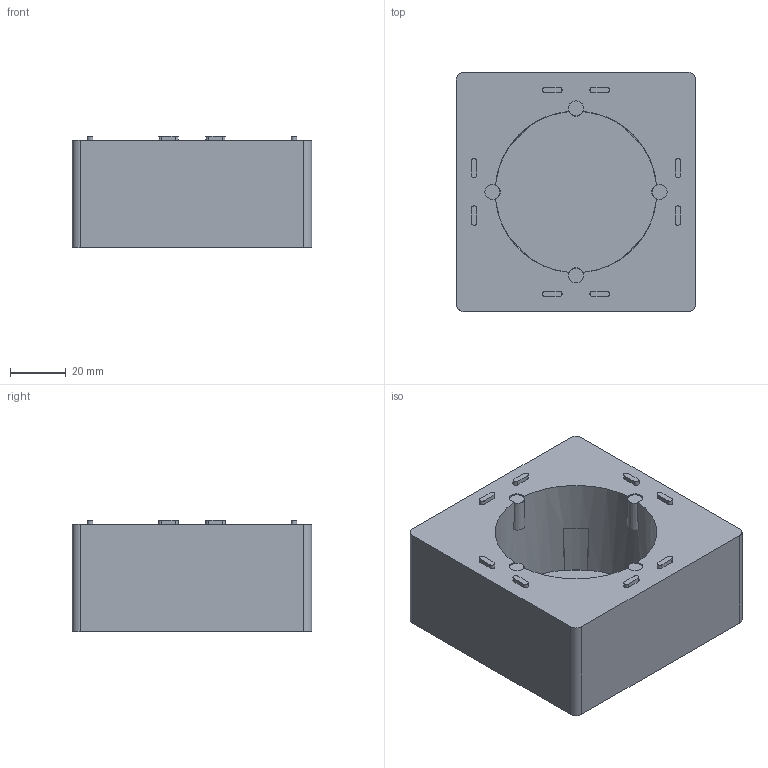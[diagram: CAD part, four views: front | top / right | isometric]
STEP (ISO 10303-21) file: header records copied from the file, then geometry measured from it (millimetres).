
FILE_DESCRIPTION(('STEP AP203'), '1');
FILE_NAME('672507', '2025-05-22T10:20:28', ('lkeadmin'), ('DC1INFRASCCM01'), 'C3D Converter', 'C3D Toolkit', '');
FILE_SCHEMA(('CONFIG_CONTROL_DESIGN'));
Length unit declared in the file: millimetre
Products named in the file (1): БЕИВ.301112.021
Bounding box: 85.88 x 85.9 x 40 mm (x, y, z)
Volume: 186631.7 mm3; surface area: 34846.7 mm2
Topology: 1 solids, 1 shells, 84 faces, 211 edges, 138 vertices
Faces by surface type: plane 39, cylinder 21, cone 16, bspline 4, torus 4
Full cylindrical faces by diameter (mm): 58 x1
Entity records: 2743 total; most frequent: CARTESIAN_POINT 753, ORIENTED_EDGE 420, DIRECTION 398, EDGE_CURVE 210, AXIS2_PLACEMENT_3D 155, VERTEX_POINT 138, FACE_BOUND 94, EDGE_LOOP 94
